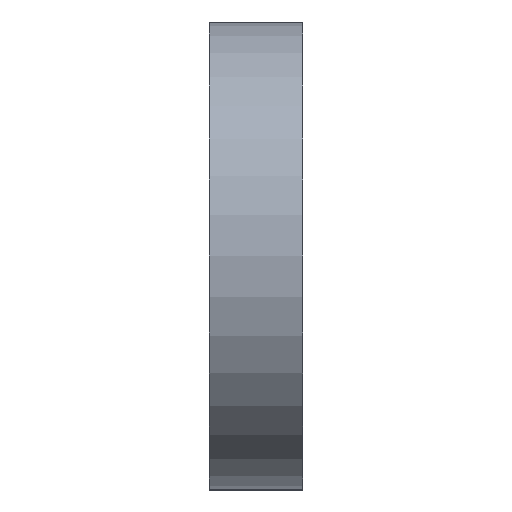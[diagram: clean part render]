
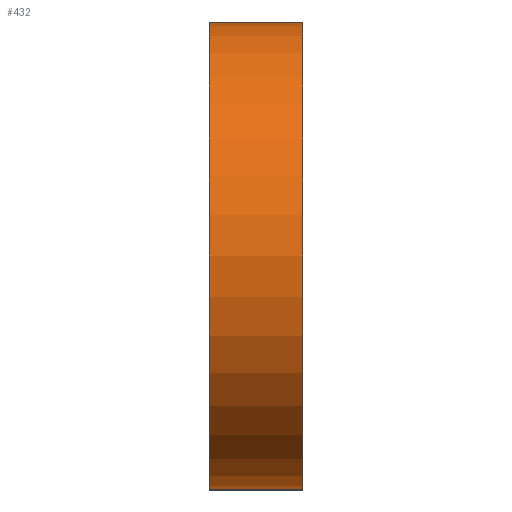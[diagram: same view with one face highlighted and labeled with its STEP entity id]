
A CAD part, left-side view. The second image highlights one B-rep face of the part: STEP entity #432.
In plain terms, the highlighted cylindrical face has radius 12.5 mm (diameter 25 mm), a partial arc.
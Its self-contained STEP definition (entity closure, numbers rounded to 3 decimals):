
#82 = CARTESIAN_POINT ( 'NONE',  ( -65., 5., 0. ) ) ;
#95 = VERTEX_POINT ( 'NONE', #1647 ) ;
#102 = CARTESIAN_POINT ( 'NONE',  ( -65., 5., 12.5 ) ) ;
#129 = CARTESIAN_POINT ( 'NONE',  ( -65., 0., 12.5 ) ) ;
#149 = VECTOR ( 'NONE', #1073, 1000. ) ;
#215 = DIRECTION ( 'NONE',  ( 0., -1., 0. ) ) ;
#372 = CARTESIAN_POINT ( 'NONE',  ( -65., 0., -12.5 ) ) ;
#394 = CARTESIAN_POINT ( 'NONE',  ( -65., 0., 0. ) ) ;
#432 = ADVANCED_FACE ( 'NONE', ( #1554 ), #529, .T. ) ;
#484 = EDGE_CURVE ( 'NONE', #1678, #491, #1383, .T. ) ;
#491 = VERTEX_POINT ( 'NONE', #129 ) ;
#496 = EDGE_LOOP ( 'NONE', ( #1613, #1121, #1079, #734 ) ) ;
#529 = CYLINDRICAL_SURFACE ( 'NONE', #1702, 12.5 ) ;
#532 = DIRECTION ( 'NONE',  ( 0., 1., 0. ) ) ;
#546 = VECTOR ( 'NONE', #1749, 1000. ) ;
#734 = ORIENTED_EDGE ( 'NONE', *, *, #1238, .T. ) ;
#918 = LINE ( 'NONE', #1462, #546 ) ;
#947 = DIRECTION ( 'NONE',  ( 0., 0., 1. ) ) ;
#1000 = AXIS2_PLACEMENT_3D ( 'NONE', #1211, #1057, #1475 ) ;
#1057 = DIRECTION ( 'NONE',  ( 0., 1., 0. ) ) ;
#1073 = DIRECTION ( 'NONE',  ( 0., -1., 0. ) ) ;
#1079 = ORIENTED_EDGE ( 'NONE', *, *, #1410, .F. ) ;
#1086 = EDGE_CURVE ( 'NONE', #1674, #491, #1448, .T. ) ;
#1121 = ORIENTED_EDGE ( 'NONE', *, *, #1086, .F. ) ;
#1183 = DIRECTION ( 'NONE',  ( 0., 0., -1. ) ) ;
#1211 = CARTESIAN_POINT ( 'NONE',  ( -65., 5., 0. ) ) ;
#1238 = EDGE_CURVE ( 'NONE', #95, #1678, #918, .T. ) ;
#1347 = CARTESIAN_POINT ( 'NONE',  ( -65., 5., 12.5 ) ) ;
#1383 = CIRCLE ( 'NONE', #1734, 12.5 ) ;
#1410 = EDGE_CURVE ( 'NONE', #95, #1674, #1621, .T. ) ;
#1448 = LINE ( 'NONE', #1347, #149 ) ;
#1462 = CARTESIAN_POINT ( 'NONE',  ( -65., 5., -12.5 ) ) ;
#1475 = DIRECTION ( 'NONE',  ( 0., 0., 1. ) ) ;
#1554 = FACE_OUTER_BOUND ( 'NONE', #496, .T. ) ;
#1613 = ORIENTED_EDGE ( 'NONE', *, *, #484, .T. ) ;
#1621 = CIRCLE ( 'NONE', #1000, 12.5 ) ;
#1647 = CARTESIAN_POINT ( 'NONE',  ( -65., 5., -12.5 ) ) ;
#1674 = VERTEX_POINT ( 'NONE', #102 ) ;
#1678 = VERTEX_POINT ( 'NONE', #372 ) ;
#1702 = AXIS2_PLACEMENT_3D ( 'NONE', #82, #215, #1183 ) ;
#1734 = AXIS2_PLACEMENT_3D ( 'NONE', #394, #532, #947 ) ;
#1749 = DIRECTION ( 'NONE',  ( 0., -1., 0. ) ) ;
